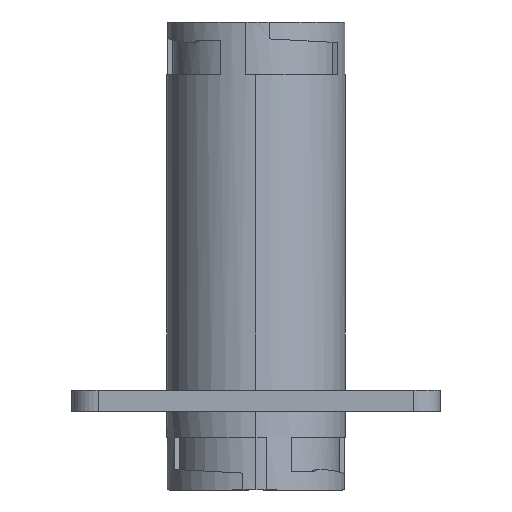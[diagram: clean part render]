
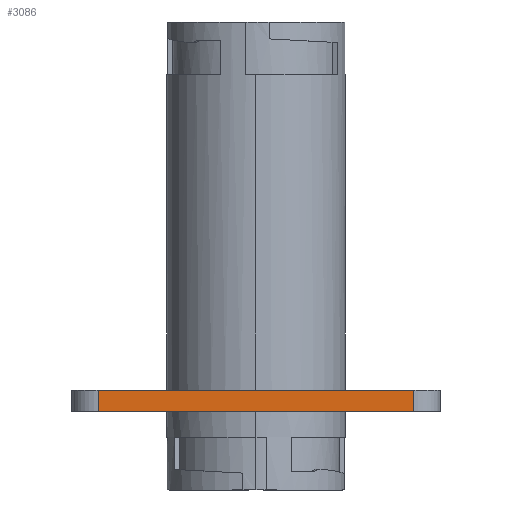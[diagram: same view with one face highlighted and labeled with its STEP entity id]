
A CAD part, left-side view. The second image highlights one B-rep face of the part: STEP entity #3086.
In plain terms, the highlighted planar face has unit normal (-1, 0, 0).
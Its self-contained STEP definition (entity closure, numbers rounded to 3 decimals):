
#58 = EDGE_CURVE ( 'NONE', #2350, #1638, #3647, .T. ) ;
#77 = DIRECTION ( 'NONE',  ( 0., 1., 0. ) ) ;
#238 = CARTESIAN_POINT ( 'NONE',  ( -35., 30., 0. ) ) ;
#249 = DIRECTION ( 'NONE',  ( 0., 1., 0. ) ) ;
#372 = LINE ( 'NONE', #402, #3472 ) ;
#402 = CARTESIAN_POINT ( 'NONE',  ( -35., -30., -4. ) ) ;
#650 = ORIENTED_EDGE ( 'NONE', *, *, #1033, .F. ) ;
#659 = CARTESIAN_POINT ( 'NONE',  ( -35., -30., 0. ) ) ;
#790 = PLANE ( 'NONE',  #1838 ) ;
#795 = CARTESIAN_POINT ( 'NONE',  ( -35., 35., -4. ) ) ;
#841 = CARTESIAN_POINT ( 'NONE',  ( -35., 30., -4. ) ) ;
#917 = CARTESIAN_POINT ( 'NONE',  ( -35., 35., 0. ) ) ;
#929 = VERTEX_POINT ( 'NONE', #3247 ) ;
#1033 = EDGE_CURVE ( 'NONE', #929, #1638, #1070, .T. ) ;
#1070 = LINE ( 'NONE', #795, #2911 ) ;
#1139 = DIRECTION ( 'NONE',  ( 0., 0., 1. ) ) ;
#1219 = ORIENTED_EDGE ( 'NONE', *, *, #1921, .T. ) ;
#1294 = ORIENTED_EDGE ( 'NONE', *, *, #58, .T. ) ;
#1314 = VERTEX_POINT ( 'NONE', #659 ) ;
#1338 = DIRECTION ( 'NONE',  ( 1., 0., 0. ) ) ;
#1391 = ORIENTED_EDGE ( 'NONE', *, *, #3259, .T. ) ;
#1638 = VERTEX_POINT ( 'NONE', #2587 ) ;
#1785 = LINE ( 'NONE', #917, #2731 ) ;
#1838 = AXIS2_PLACEMENT_3D ( 'NONE', #3040, #1338, #249 ) ;
#1921 = EDGE_CURVE ( 'NONE', #929, #1314, #372, .T. ) ;
#1974 = DIRECTION ( 'NONE',  ( 0., 0., -1. ) ) ;
#2278 = EDGE_LOOP ( 'NONE', ( #650, #1219, #1391, #1294 ) ) ;
#2350 = VERTEX_POINT ( 'NONE', #238 ) ;
#2482 = DIRECTION ( 'NONE',  ( 0., 1., 0. ) ) ;
#2587 = CARTESIAN_POINT ( 'NONE',  ( -35., 30., -4. ) ) ;
#2731 = VECTOR ( 'NONE', #77, 1000. ) ;
#2735 = VECTOR ( 'NONE', #1974, 1000. ) ;
#2911 = VECTOR ( 'NONE', #2482, 1000. ) ;
#3040 = CARTESIAN_POINT ( 'NONE',  ( -35., 35., -4. ) ) ;
#3086 = ADVANCED_FACE ( 'NONE', ( #3092 ), #790, .F. ) ;
#3092 = FACE_OUTER_BOUND ( 'NONE', #2278, .T. ) ;
#3247 = CARTESIAN_POINT ( 'NONE',  ( -35., -30., -4. ) ) ;
#3259 = EDGE_CURVE ( 'NONE', #1314, #2350, #1785, .T. ) ;
#3472 = VECTOR ( 'NONE', #1139, 1000. ) ;
#3647 = LINE ( 'NONE', #841, #2735 ) ;
